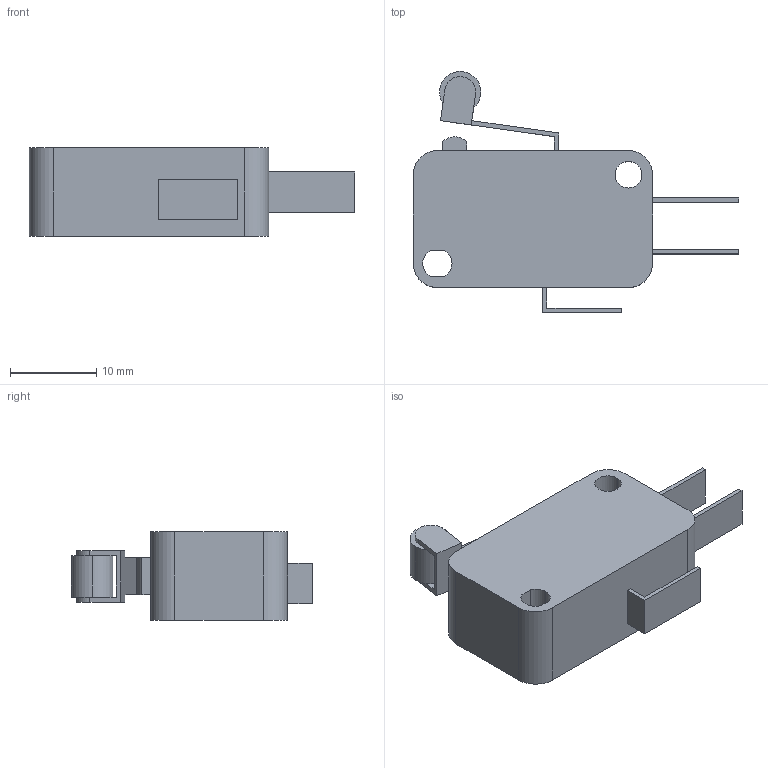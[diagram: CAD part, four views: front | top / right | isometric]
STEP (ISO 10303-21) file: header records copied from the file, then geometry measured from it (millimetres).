
FILE_DESCRIPTION(('STEP AP214'),'1');
FILE_NAME('20886.stp','2018-09-11T04:27:47',('TraceParts'),('TraceParts S.A.'),'Spatial InterOp 3D',' ',' ');
FILE_SCHEMA(('automotive_design'));
Length unit declared in the file: millimetre
Products named in the file (2): 20886_1; 20886_2
Bounding box: 37.8 x 28 x 10.3 mm (x, y, z)
Volume: 4549.9 mm3; surface area: 2546.4 mm2
Topology: 2 solids, 2 shells, 62 faces, 164 edges, 108 vertices
Faces by surface type: plane 45, cylinder 17
Entity records: 3830 total; most frequent: STYLED_ITEM 336, PRESENTATION_STYLE_ASSIGNMENT 336, CARTESIAN_POINT 336, COLOUR_RGB 336, DIRECTION 330, ORIENTED_EDGE 328, EDGE_CURVE 164, CURVE_STYLE 164
